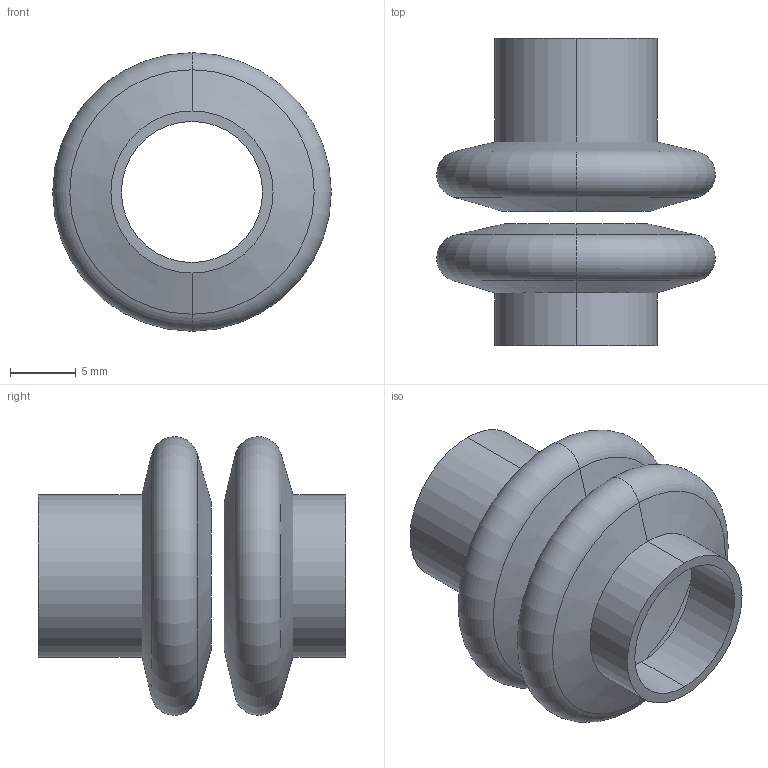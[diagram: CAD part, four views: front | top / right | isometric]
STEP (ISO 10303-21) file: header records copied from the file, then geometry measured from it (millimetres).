
FILE_DESCRIPTION (( 'STEP AP214' ), '1' );
FILE_NAME ('TwoBellow_sep.STEP', '2020-08-10T06:19:21', ( '' ), ( '' ), 'SwSTEP 2.0', 'SolidWorks 2019', '' );
FILE_SCHEMA (( 'AUTOMOTIVE_DESIGN' ));
Length unit declared in the file: millimetre
Products named in the file (1): TwoBellow_sep
Bounding box: 21.15 x 23.34 x 21.15 mm (x, y, z)
Volume: 1265 mm3; surface area: 3277.1 mm2
Topology: 2 solids, 2 shells, 38 faces, 76 edges, 40 vertices
Faces by surface type: cone 20, torus 8, cylinder 8, plane 2
Entity records: 1023 total; most frequent: DIRECTION 202, CARTESIAN_POINT 155, ORIENTED_EDGE 152, AXIS2_PLACEMENT_3D 87, EDGE_CURVE 76, CIRCLE 48, VERTEX_POINT 40, EDGE_LOOP 40
